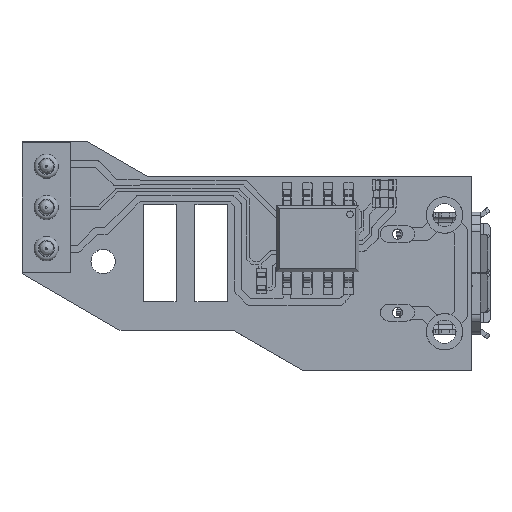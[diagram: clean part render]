
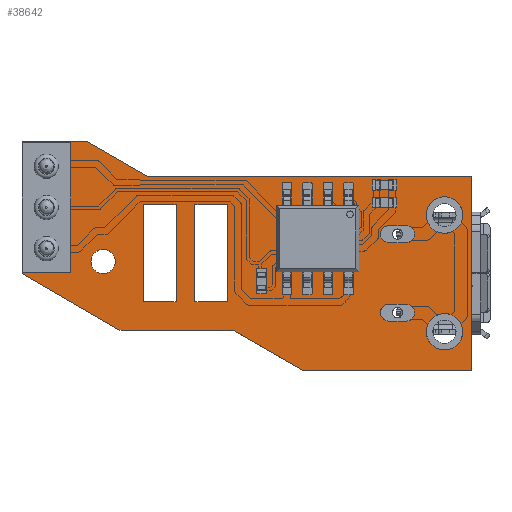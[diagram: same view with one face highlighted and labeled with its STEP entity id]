
A CAD part, top view. The second image highlights one B-rep face of the part: STEP entity #38642.
In plain terms, the highlighted planar face has unit normal (0, 0, 1).
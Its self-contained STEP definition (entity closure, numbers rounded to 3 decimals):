
#599=FACE_BOUND('',#4582,.T.);
#600=FACE_BOUND('',#4583,.T.);
#601=FACE_BOUND('',#4584,.T.);
#602=FACE_BOUND('',#4585,.T.);
#603=FACE_BOUND('',#4586,.T.);
#604=FACE_BOUND('',#4587,.T.);
#605=FACE_BOUND('',#4588,.T.);
#606=FACE_BOUND('',#4589,.T.);
#607=FACE_BOUND('',#4590,.T.);
#608=FACE_BOUND('',#4591,.T.);
#779=PLANE('',#41068);
#2397=FACE_OUTER_BOUND('',#4581,.T.);
#4581=EDGE_LOOP('',(#26986,#26987,#26988,#26989,#26990,#26991,#26992,#26993,
#26994));
#4582=EDGE_LOOP('',(#26995));
#4583=EDGE_LOOP('',(#26996));
#4584=EDGE_LOOP('',(#26997));
#4585=EDGE_LOOP('',(#26998));
#4586=EDGE_LOOP('',(#26999));
#4587=EDGE_LOOP('',(#27000));
#4588=EDGE_LOOP('',(#27001));
#4589=EDGE_LOOP('',(#27002,#27003,#27004,#27005));
#4590=EDGE_LOOP('',(#27006,#27007,#27008,#27009));
#4591=EDGE_LOOP('',(#27010));
#6820=LINE('',#55448,#11487);
#6823=LINE('',#55454,#11490);
#6826=LINE('',#55460,#11493);
#6829=LINE('',#55464,#11496);
#6832=LINE('',#55472,#11499);
#6835=LINE('',#55478,#11502);
#6838=LINE('',#55484,#11505);
#6841=LINE('',#55488,#11508);
#6844=LINE('',#55496,#11511);
#6847=LINE('',#55502,#11514);
#6850=LINE('',#55508,#11517);
#6853=LINE('',#55514,#11520);
#6856=LINE('',#55520,#11523);
#6859=LINE('',#55526,#11526);
#6862=LINE('',#55532,#11529);
#6865=LINE('',#55538,#11532);
#6868=LINE('',#55542,#11535);
#11487=VECTOR('',#44488,10.);
#11490=VECTOR('',#44493,10.);
#11493=VECTOR('',#44498,10.);
#11496=VECTOR('',#44503,10.);
#11499=VECTOR('',#44508,10.);
#11502=VECTOR('',#44513,10.);
#11505=VECTOR('',#44518,10.);
#11508=VECTOR('',#44523,10.);
#11511=VECTOR('',#44528,10.);
#11514=VECTOR('',#44533,10.);
#11517=VECTOR('',#44538,10.);
#11520=VECTOR('',#44543,10.);
#11523=VECTOR('',#44548,10.);
#11526=VECTOR('',#44553,10.);
#11529=VECTOR('',#44558,10.);
#11532=VECTOR('',#44563,10.);
#11535=VECTOR('',#44568,10.);
#16128=CIRCLE('',#41028,0.715);
#16130=CIRCLE('',#41031,0.315);
#16132=CIRCLE('',#41034,0.59);
#16134=CIRCLE('',#41037,0.59);
#16136=CIRCLE('',#41040,0.715);
#16138=CIRCLE('',#41043,0.315);
#16140=CIRCLE('',#41046,0.59);
#16141=CIRCLE('',#41048,0.75);
#17141=VERTEX_POINT('',#55396);
#17143=VERTEX_POINT('',#55402);
#17145=VERTEX_POINT('',#55408);
#17147=VERTEX_POINT('',#55414);
#17149=VERTEX_POINT('',#55420);
#17151=VERTEX_POINT('',#55426);
#17153=VERTEX_POINT('',#55432);
#17154=VERTEX_POINT('',#55436);
#17158=VERTEX_POINT('',#55445);
#17159=VERTEX_POINT('',#55447);
#17161=VERTEX_POINT('',#55453);
#17163=VERTEX_POINT('',#55459);
#17166=VERTEX_POINT('',#55469);
#17167=VERTEX_POINT('',#55471);
#17169=VERTEX_POINT('',#55477);
#17171=VERTEX_POINT('',#55483);
#17174=VERTEX_POINT('',#55493);
#17175=VERTEX_POINT('',#55495);
#17177=VERTEX_POINT('',#55501);
#17179=VERTEX_POINT('',#55507);
#17181=VERTEX_POINT('',#55513);
#17183=VERTEX_POINT('',#55519);
#17185=VERTEX_POINT('',#55525);
#17187=VERTEX_POINT('',#55531);
#17189=VERTEX_POINT('',#55537);
#20970=EDGE_CURVE('',#17141,#17141,#16128,.T.);
#20973=EDGE_CURVE('',#17143,#17143,#16130,.T.);
#20976=EDGE_CURVE('',#17145,#17145,#16132,.T.);
#20979=EDGE_CURVE('',#17147,#17147,#16134,.T.);
#20982=EDGE_CURVE('',#17149,#17149,#16136,.T.);
#20985=EDGE_CURVE('',#17151,#17151,#16138,.T.);
#20988=EDGE_CURVE('',#17153,#17153,#16140,.T.);
#20989=EDGE_CURVE('',#17154,#17154,#16141,.T.);
#20994=EDGE_CURVE('',#17159,#17158,#6820,.T.);
#20997=EDGE_CURVE('',#17161,#17159,#6823,.T.);
#21000=EDGE_CURVE('',#17163,#17161,#6826,.T.);
#21003=EDGE_CURVE('',#17158,#17163,#6829,.T.);
#21006=EDGE_CURVE('',#17167,#17166,#6832,.T.);
#21009=EDGE_CURVE('',#17169,#17167,#6835,.T.);
#21012=EDGE_CURVE('',#17171,#17169,#6838,.T.);
#21015=EDGE_CURVE('',#17166,#17171,#6841,.T.);
#21018=EDGE_CURVE('',#17175,#17174,#6844,.T.);
#21021=EDGE_CURVE('',#17177,#17175,#6847,.T.);
#21024=EDGE_CURVE('',#17179,#17177,#6850,.T.);
#21027=EDGE_CURVE('',#17181,#17179,#6853,.T.);
#21030=EDGE_CURVE('',#17183,#17181,#6856,.T.);
#21033=EDGE_CURVE('',#17185,#17183,#6859,.T.);
#21036=EDGE_CURVE('',#17187,#17185,#6862,.T.);
#21039=EDGE_CURVE('',#17189,#17187,#6865,.T.);
#21042=EDGE_CURVE('',#17174,#17189,#6868,.T.);
#26986=ORIENTED_EDGE('',*,*,#21042,.T.);
#26987=ORIENTED_EDGE('',*,*,#21039,.T.);
#26988=ORIENTED_EDGE('',*,*,#21036,.T.);
#26989=ORIENTED_EDGE('',*,*,#21033,.T.);
#26990=ORIENTED_EDGE('',*,*,#21030,.T.);
#26991=ORIENTED_EDGE('',*,*,#21027,.T.);
#26992=ORIENTED_EDGE('',*,*,#21024,.T.);
#26993=ORIENTED_EDGE('',*,*,#21021,.T.);
#26994=ORIENTED_EDGE('',*,*,#21018,.T.);
#26995=ORIENTED_EDGE('',*,*,#20970,.T.);
#26996=ORIENTED_EDGE('',*,*,#20973,.T.);
#26997=ORIENTED_EDGE('',*,*,#20976,.T.);
#26998=ORIENTED_EDGE('',*,*,#20979,.T.);
#26999=ORIENTED_EDGE('',*,*,#20982,.T.);
#27000=ORIENTED_EDGE('',*,*,#20985,.T.);
#27001=ORIENTED_EDGE('',*,*,#20988,.T.);
#27002=ORIENTED_EDGE('',*,*,#21015,.T.);
#27003=ORIENTED_EDGE('',*,*,#21012,.T.);
#27004=ORIENTED_EDGE('',*,*,#21009,.T.);
#27005=ORIENTED_EDGE('',*,*,#21006,.T.);
#27006=ORIENTED_EDGE('',*,*,#21003,.T.);
#27007=ORIENTED_EDGE('',*,*,#21000,.T.);
#27008=ORIENTED_EDGE('',*,*,#20997,.T.);
#27009=ORIENTED_EDGE('',*,*,#20994,.T.);
#27010=ORIENTED_EDGE('',*,*,#20989,.T.);
#38642=ADVANCED_FACE('',(#2397,#599,#600,#601,#602,#603,#604,#605,#606,
#607,#608),#779,.F.);
#41028=AXIS2_PLACEMENT_3D('',#55398,#44433,#44434);
#41031=AXIS2_PLACEMENT_3D('',#55404,#44440,#44441);
#41034=AXIS2_PLACEMENT_3D('',#55410,#44447,#44448);
#41037=AXIS2_PLACEMENT_3D('',#55416,#44454,#44455);
#41040=AXIS2_PLACEMENT_3D('',#55422,#44461,#44462);
#41043=AXIS2_PLACEMENT_3D('',#55428,#44468,#44469);
#41046=AXIS2_PLACEMENT_3D('',#55434,#44475,#44476);
#41048=AXIS2_PLACEMENT_3D('',#55437,#44479,#44480);
#41068=AXIS2_PLACEMENT_3D('',#55544,#44571,#44572);
#44433=DIRECTION('center_axis',(0.,0.,-1.));
#44434=DIRECTION('ref_axis',(1.,0.,0.));
#44440=DIRECTION('center_axis',(0.,0.,-1.));
#44441=DIRECTION('ref_axis',(1.,0.,0.));
#44447=DIRECTION('center_axis',(0.,0.,-1.));
#44448=DIRECTION('ref_axis',(1.,0.,0.));
#44454=DIRECTION('center_axis',(0.,0.,-1.));
#44455=DIRECTION('ref_axis',(1.,0.,0.));
#44461=DIRECTION('center_axis',(0.,0.,-1.));
#44462=DIRECTION('ref_axis',(1.,0.,0.));
#44468=DIRECTION('center_axis',(0.,0.,-1.));
#44469=DIRECTION('ref_axis',(1.,0.,0.));
#44475=DIRECTION('center_axis',(0.,0.,-1.));
#44476=DIRECTION('ref_axis',(1.,0.,0.));
#44479=DIRECTION('center_axis',(0.,0.,-1.));
#44480=DIRECTION('ref_axis',(1.,0.,0.));
#44488=DIRECTION('',(1.,0.,0.));
#44493=DIRECTION('',(0.,1.,0.));
#44498=DIRECTION('',(-1.,0.,0.));
#44503=DIRECTION('',(0.,-1.,0.));
#44508=DIRECTION('',(1.,0.,0.));
#44513=DIRECTION('',(0.,1.,0.));
#44518=DIRECTION('',(-1.,0.,0.));
#44523=DIRECTION('',(0.,-1.,0.));
#44528=DIRECTION('',(1.,0.,0.));
#44533=DIRECTION('',(0.866,-0.5,0.));
#44538=DIRECTION('',(1.,0.,0.));
#44543=DIRECTION('',(0.,-1.,0.));
#44548=DIRECTION('',(-1.,0.,0.));
#44553=DIRECTION('',(-0.866,0.5,0.));
#44558=DIRECTION('',(-1.,0.,0.));
#44563=DIRECTION('',(-0.866,0.5,0.));
#44568=DIRECTION('',(0.,1.,0.));
#44571=DIRECTION('center_axis',(0.,0.,-1.));
#44572=DIRECTION('ref_axis',(1.,0.,0.));
#55396=CARTESIAN_POINT('',(0.976,-2.416,0.053));
#55398=CARTESIAN_POINT('Origin',(1.691,-2.416,0.053));
#55402=CARTESIAN_POINT('',(4.276,-8.441,0.053));
#55404=CARTESIAN_POINT('Origin',(4.591,-8.441,0.053));
#55408=CARTESIAN_POINT('',(25.68,-12.615,0.053));
#55410=CARTESIAN_POINT('Origin',(26.27,-12.615,0.053));
#55414=CARTESIAN_POINT('',(25.68,-7.535,0.053));
#55416=CARTESIAN_POINT('Origin',(26.27,-7.535,0.053));
#55420=CARTESIAN_POINT('',(0.976,-9.616,0.053));
#55422=CARTESIAN_POINT('Origin',(1.691,-9.616,0.053));
#55426=CARTESIAN_POINT('',(4.276,-3.591,0.053));
#55428=CARTESIAN_POINT('Origin',(4.591,-3.591,0.053));
#55432=CARTESIAN_POINT('',(25.68,-10.075,0.053));
#55434=CARTESIAN_POINT('Origin',(26.27,-10.075,0.053));
#55436=CARTESIAN_POINT('',(22.012,-6.75,0.053));
#55437=CARTESIAN_POINT('Origin',(22.762,-6.75,0.053));
#55445=CARTESIAN_POINT('',(20.262,-4.25,0.053));
#55447=CARTESIAN_POINT('',(18.262,-4.25,0.053));
#55448=CARTESIAN_POINT('',(18.262,-4.25,0.053));
#55453=CARTESIAN_POINT('',(18.262,-10.25,0.053));
#55454=CARTESIAN_POINT('',(18.262,-10.25,0.053));
#55459=CARTESIAN_POINT('',(20.262,-10.25,0.053));
#55460=CARTESIAN_POINT('',(20.262,-10.25,0.053));
#55464=CARTESIAN_POINT('',(20.262,-4.25,0.053));
#55469=CARTESIAN_POINT('',(17.093,-4.25,0.053));
#55471=CARTESIAN_POINT('',(15.093,-4.25,0.053));
#55472=CARTESIAN_POINT('',(15.093,-4.25,0.053));
#55477=CARTESIAN_POINT('',(15.093,-10.25,0.053));
#55478=CARTESIAN_POINT('',(15.093,-10.25,0.053));
#55483=CARTESIAN_POINT('',(17.093,-10.25,0.053));
#55484=CARTESIAN_POINT('',(17.093,-10.25,0.053));
#55488=CARTESIAN_POINT('',(17.093,-4.25,0.053));
#55493=CARTESIAN_POINT('',(27.768,-14.181,0.053));
#55495=CARTESIAN_POINT('',(23.778,-14.181,0.053));
#55496=CARTESIAN_POINT('',(27.768,-14.181,0.053));
#55501=CARTESIAN_POINT('',(20.,-12.,0.053));
#55502=CARTESIAN_POINT('',(20.,-12.,0.053));
#55507=CARTESIAN_POINT('',(0.,-12.,0.053));
#55508=CARTESIAN_POINT('',(0.,-12.,0.053));
#55513=CARTESIAN_POINT('',(0.,0.,0.053));
#55514=CARTESIAN_POINT('',(0.,0.,0.053));
#55519=CARTESIAN_POINT('',(10.378,0.,0.053));
#55520=CARTESIAN_POINT('',(10.378,0.,0.053));
#55525=CARTESIAN_POINT('',(14.708,-2.5,0.053));
#55526=CARTESIAN_POINT('',(14.708,-2.5,0.053));
#55531=CARTESIAN_POINT('',(21.721,-2.5,0.053));
#55532=CARTESIAN_POINT('',(14.708,-2.5,0.053));
#55537=CARTESIAN_POINT('',(27.768,-5.991,0.053));
#55538=CARTESIAN_POINT('',(27.768,-5.991,0.053));
#55542=CARTESIAN_POINT('',(27.768,-5.991,0.053));
#55544=CARTESIAN_POINT('Origin',(13.884,-7.091,0.053));
